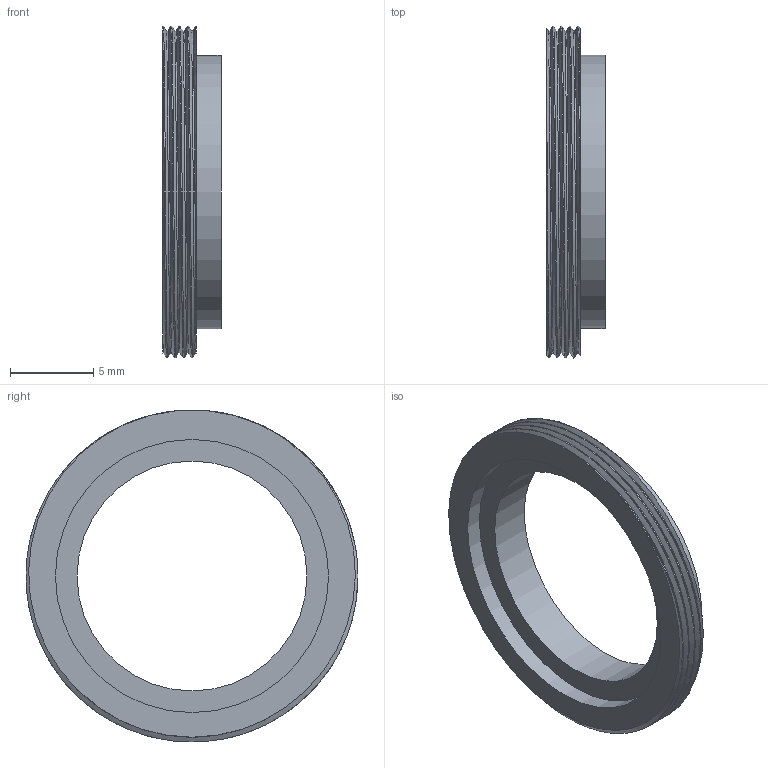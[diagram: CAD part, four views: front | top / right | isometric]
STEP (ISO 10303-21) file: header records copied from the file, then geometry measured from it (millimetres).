
FILE_DESCRIPTION(/* description */ (''),/* implementation_level */ '2;1');
FILE_NAME(/* name */ 'METAL RING.step',/* time_stamp */ '2020-10-12T11:46:21+02:00',/* author */ (''),/* organization */ (''),/* preprocessor_version */ 'ST-DEVELOPER v18.1',/* originating_system */ 'Autodesk Translation Framework v9.3.0.1241',/* authorisation */ '');
FILE_SCHEMA (('AUTOMOTIVE_DESIGN { 1 0 10303 214 3 1 1 }'));
Length unit declared in the file: millimetre
Products named in the file (1): Pièce à main V15
Bounding box: 3.5 x 19.93 x 19.93 mm (x, y, z)
Volume: 336.4 mm3; surface area: 748.5 mm2
Topology: 1 solids, 1 shells, 19 faces, 45 edges, 30 vertices
Faces by surface type: cylinder 13, plane 4, bspline 2
Full cylindrical faces by diameter (mm): 13.8 x1, 16.4 x2, 19.348 x3, 19.927 x3
Entity records: 2023 total; most frequent: CARTESIAN_POINT 1513, ORIENTED_EDGE 90, DIRECTION 67, EDGE_CURVE 45, VERTEX_POINT 30, AXIS2_PLACEMENT_3D 28, B_SPLINE_CURVE_WITH_KNOTS 24, EDGE_LOOP 23
